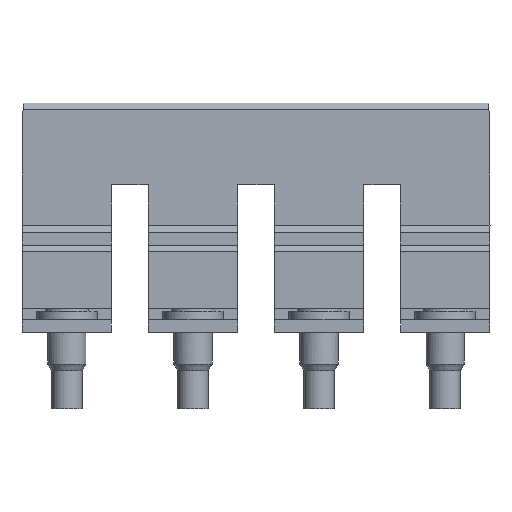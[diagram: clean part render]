
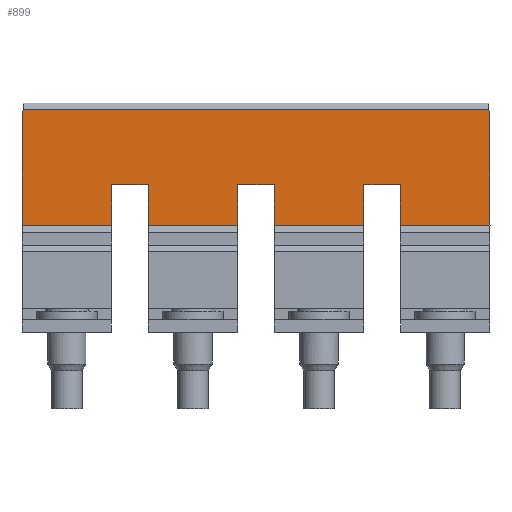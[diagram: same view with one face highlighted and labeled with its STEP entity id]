
A CAD part, front view. The second image highlights one B-rep face of the part: STEP entity #899.
In plain terms, the highlighted planar face has unit normal (0, -1, 0.009).
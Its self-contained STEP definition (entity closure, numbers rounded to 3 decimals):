
#773=AXIS2_PLACEMENT_3D('Plane Axis2P3D',#770,#771,#772) ;
#391=CARTESIAN_POINT('Vertex',(7.03,5.473,17.6)) ;
#394=CARTESIAN_POINT('Line Origine',(7.03,5.459,16.)) ;
#398=CARTESIAN_POINT('Vertex',(7.03,5.445,14.4)) ;
#478=CARTESIAN_POINT('Vertex',(0.,5.445,14.4)) ;
#527=CARTESIAN_POINT('Line Origine',(3.515,5.445,14.4)) ;
#742=CARTESIAN_POINT('Line Origine',(7.747,5.473,17.6)) ;
#746=CARTESIAN_POINT('Vertex',(8.465,5.473,17.6)) ;
#753=CARTESIAN_POINT('Vertex',(9.9,5.473,17.6)) ;
#756=CARTESIAN_POINT('Line Origine',(9.182,5.473,17.6)) ;
#770=CARTESIAN_POINT('Axis2P3D Location',(26.83,5.524,23.5)) ;
#775=CARTESIAN_POINT('Line Origine',(9.9,5.459,16.)) ;
#779=CARTESIAN_POINT('Vertex',(9.9,5.445,14.4)) ;
#782=CARTESIAN_POINT('Line Origine',(13.415,5.445,14.4)) ;
#786=CARTESIAN_POINT('Vertex',(16.93,5.445,14.4)) ;
#789=CARTESIAN_POINT('Line Origine',(16.93,5.459,16.)) ;
#793=CARTESIAN_POINT('Vertex',(16.93,5.473,17.6)) ;
#796=CARTESIAN_POINT('Line Origine',(17.648,5.473,17.6)) ;
#800=CARTESIAN_POINT('Vertex',(18.365,5.473,17.6)) ;
#803=CARTESIAN_POINT('Line Origine',(19.083,5.473,17.6)) ;
#807=CARTESIAN_POINT('Vertex',(19.8,5.473,17.6)) ;
#810=CARTESIAN_POINT('Line Origine',(19.8,5.459,16.)) ;
#814=CARTESIAN_POINT('Vertex',(19.8,5.445,14.4)) ;
#817=CARTESIAN_POINT('Line Origine',(23.315,5.445,14.4)) ;
#821=CARTESIAN_POINT('Vertex',(26.83,5.445,14.4)) ;
#824=CARTESIAN_POINT('Line Origine',(26.83,5.459,16.)) ;
#828=CARTESIAN_POINT('Vertex',(26.83,5.473,17.6)) ;
#831=CARTESIAN_POINT('Line Origine',(27.548,5.473,17.6)) ;
#835=CARTESIAN_POINT('Vertex',(28.265,5.473,17.6)) ;
#838=CARTESIAN_POINT('Line Origine',(28.982,5.473,17.6)) ;
#842=CARTESIAN_POINT('Vertex',(29.7,5.473,17.6)) ;
#845=CARTESIAN_POINT('Line Origine',(29.7,5.459,16.)) ;
#849=CARTESIAN_POINT('Vertex',(29.7,5.445,14.4)) ;
#852=CARTESIAN_POINT('Line Origine',(33.215,5.445,14.4)) ;
#856=CARTESIAN_POINT('Vertex',(36.73,5.445,14.4)) ;
#859=CARTESIAN_POINT('Line Origine',(36.69,5.485,18.95)) ;
#863=CARTESIAN_POINT('Vertex',(36.651,5.524,23.5)) ;
#866=CARTESIAN_POINT('Line Origine',(18.365,5.524,23.5)) ;
#870=CARTESIAN_POINT('Vertex',(0.079,5.524,23.5)) ;
#873=CARTESIAN_POINT('Line Origine',(0.04,5.485,18.95)) ;
#395=DIRECTION('Vector Direction',(0.,-0.009,-1.)) ;
#528=DIRECTION('Vector Direction',(-1.,0.,0.)) ;
#743=DIRECTION('Vector Direction',(-1.,0.,0.)) ;
#757=DIRECTION('Vector Direction',(-1.,0.,0.)) ;
#771=DIRECTION('Axis2P3D Direction',(0.,-1.,0.009)) ;
#772=DIRECTION('Axis2P3D XDirection',(0.,-0.009,-1.)) ;
#776=DIRECTION('Vector Direction',(0.,-0.009,-1.)) ;
#783=DIRECTION('Vector Direction',(1.,0.,0.)) ;
#790=DIRECTION('Vector Direction',(0.,-0.009,-1.)) ;
#797=DIRECTION('Vector Direction',(-1.,0.,0.)) ;
#804=DIRECTION('Vector Direction',(-1.,0.,0.)) ;
#811=DIRECTION('Vector Direction',(0.,-0.009,-1.)) ;
#818=DIRECTION('Vector Direction',(1.,0.,0.)) ;
#825=DIRECTION('Vector Direction',(0.,-0.009,-1.)) ;
#832=DIRECTION('Vector Direction',(-1.,0.,0.)) ;
#839=DIRECTION('Vector Direction',(-1.,0.,0.)) ;
#846=DIRECTION('Vector Direction',(0.,-0.009,-1.)) ;
#853=DIRECTION('Vector Direction',(1.,0.,0.)) ;
#860=DIRECTION('Vector Direction',(-0.009,0.009,1.)) ;
#867=DIRECTION('Vector Direction',(1.,0.,0.)) ;
#874=DIRECTION('Vector Direction',(0.009,0.009,1.)) ;
#396=VECTOR('Line Direction',#395,1.) ;
#529=VECTOR('Line Direction',#528,1.) ;
#744=VECTOR('Line Direction',#743,1.) ;
#758=VECTOR('Line Direction',#757,1.) ;
#777=VECTOR('Line Direction',#776,1.) ;
#784=VECTOR('Line Direction',#783,1.) ;
#791=VECTOR('Line Direction',#790,1.) ;
#798=VECTOR('Line Direction',#797,1.) ;
#805=VECTOR('Line Direction',#804,1.) ;
#812=VECTOR('Line Direction',#811,1.) ;
#819=VECTOR('Line Direction',#818,1.) ;
#826=VECTOR('Line Direction',#825,1.) ;
#833=VECTOR('Line Direction',#832,1.) ;
#840=VECTOR('Line Direction',#839,1.) ;
#847=VECTOR('Line Direction',#846,1.) ;
#854=VECTOR('Line Direction',#853,1.) ;
#861=VECTOR('Line Direction',#860,1.) ;
#868=VECTOR('Line Direction',#867,1.) ;
#875=VECTOR('Line Direction',#874,1.) ;
#879=ORIENTED_EDGE('',*,*,#760,.F.) ;
#880=ORIENTED_EDGE('',*,*,#781,.F.) ;
#881=ORIENTED_EDGE('',*,*,#788,.F.) ;
#882=ORIENTED_EDGE('',*,*,#795,.F.) ;
#883=ORIENTED_EDGE('',*,*,#802,.F.) ;
#884=ORIENTED_EDGE('',*,*,#809,.F.) ;
#885=ORIENTED_EDGE('',*,*,#816,.F.) ;
#886=ORIENTED_EDGE('',*,*,#823,.F.) ;
#887=ORIENTED_EDGE('',*,*,#830,.F.) ;
#888=ORIENTED_EDGE('',*,*,#837,.F.) ;
#889=ORIENTED_EDGE('',*,*,#844,.F.) ;
#890=ORIENTED_EDGE('',*,*,#851,.F.) ;
#891=ORIENTED_EDGE('',*,*,#858,.F.) ;
#892=ORIENTED_EDGE('',*,*,#865,.T.) ;
#893=ORIENTED_EDGE('',*,*,#872,.F.) ;
#894=ORIENTED_EDGE('',*,*,#877,.F.) ;
#895=ORIENTED_EDGE('',*,*,#531,.F.) ;
#896=ORIENTED_EDGE('',*,*,#400,.F.) ;
#897=ORIENTED_EDGE('',*,*,#748,.F.) ;
#899=ADVANCED_FACE('KU_WQV10/4',(#898),#774,.T.) ;
#400=EDGE_CURVE('',#392,#399,#397,.T.) ;
#531=EDGE_CURVE('',#399,#479,#530,.T.) ;
#748=EDGE_CURVE('',#747,#392,#745,.T.) ;
#760=EDGE_CURVE('',#754,#747,#759,.T.) ;
#781=EDGE_CURVE('',#780,#754,#778,.F.) ;
#788=EDGE_CURVE('',#787,#780,#785,.F.) ;
#795=EDGE_CURVE('',#794,#787,#792,.T.) ;
#802=EDGE_CURVE('',#801,#794,#799,.T.) ;
#809=EDGE_CURVE('',#808,#801,#806,.T.) ;
#816=EDGE_CURVE('',#815,#808,#813,.F.) ;
#823=EDGE_CURVE('',#822,#815,#820,.F.) ;
#830=EDGE_CURVE('',#829,#822,#827,.T.) ;
#837=EDGE_CURVE('',#836,#829,#834,.T.) ;
#844=EDGE_CURVE('',#843,#836,#841,.T.) ;
#851=EDGE_CURVE('',#850,#843,#848,.F.) ;
#858=EDGE_CURVE('',#857,#850,#855,.F.) ;
#865=EDGE_CURVE('',#857,#864,#862,.T.) ;
#872=EDGE_CURVE('',#871,#864,#869,.T.) ;
#877=EDGE_CURVE('',#479,#871,#876,.T.) ;
#878=EDGE_LOOP('',(#879,#880,#881,#882,#883,#884,#885,#886,#887,#888,#889,#890,#891,#892,#893,#894,#895,#896,#897)) ;
#898=FACE_OUTER_BOUND('',#878,.T.) ;
#397=LINE('Line',#394,#396) ;
#530=LINE('Line',#527,#529) ;
#745=LINE('Line',#742,#744) ;
#759=LINE('Line',#756,#758) ;
#778=LINE('Line',#775,#777) ;
#785=LINE('Line',#782,#784) ;
#792=LINE('Line',#789,#791) ;
#799=LINE('Line',#796,#798) ;
#806=LINE('Line',#803,#805) ;
#813=LINE('Line',#810,#812) ;
#820=LINE('Line',#817,#819) ;
#827=LINE('Line',#824,#826) ;
#834=LINE('Line',#831,#833) ;
#841=LINE('Line',#838,#840) ;
#848=LINE('Line',#845,#847) ;
#855=LINE('Line',#852,#854) ;
#862=LINE('Line',#859,#861) ;
#869=LINE('Line',#866,#868) ;
#876=LINE('Line',#873,#875) ;
#774=PLANE('',#773) ;
#392=VERTEX_POINT('',#391) ;
#399=VERTEX_POINT('',#398) ;
#479=VERTEX_POINT('',#478) ;
#747=VERTEX_POINT('',#746) ;
#754=VERTEX_POINT('',#753) ;
#780=VERTEX_POINT('',#779) ;
#787=VERTEX_POINT('',#786) ;
#794=VERTEX_POINT('',#793) ;
#801=VERTEX_POINT('',#800) ;
#808=VERTEX_POINT('',#807) ;
#815=VERTEX_POINT('',#814) ;
#822=VERTEX_POINT('',#821) ;
#829=VERTEX_POINT('',#828) ;
#836=VERTEX_POINT('',#835) ;
#843=VERTEX_POINT('',#842) ;
#850=VERTEX_POINT('',#849) ;
#857=VERTEX_POINT('',#856) ;
#864=VERTEX_POINT('',#863) ;
#871=VERTEX_POINT('',#870) ;
